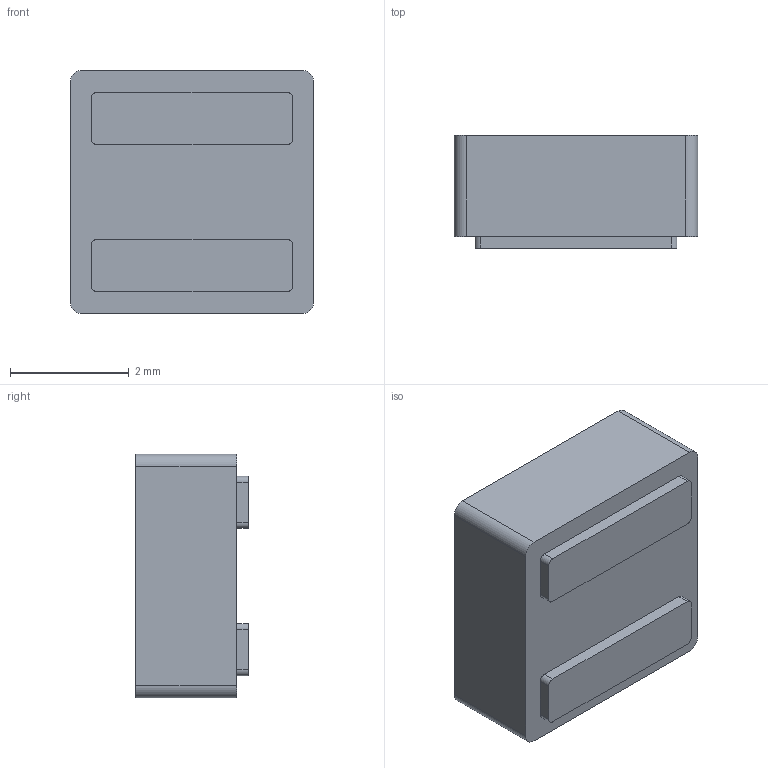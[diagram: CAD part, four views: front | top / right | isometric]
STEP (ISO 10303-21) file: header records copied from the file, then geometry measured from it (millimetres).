
FILE_DESCRIPTION (( 'STEP AP203' ), '1' );
FILE_NAME ('AL4020.STEP', '2019-01-28T07:33:20', ( '' ), ( '' ), 'SwSTEP 2.0', 'SolidWorks 2016', '' );
FILE_SCHEMA (( 'CONFIG_CONTROL_DESIGN' ));
Length unit declared in the file: millimetre
Products named in the file (1): AL4020
Bounding box: 4.1 x 1.9 x 4.1 mm (x, y, z)
Volume: 29.7 mm3; surface area: 64.4 mm2
Topology: 1 solids, 1 shells, 126 faces, 336 edges, 224 vertices
Faces by surface type: plane 78, bspline 36, cylinder 12
Entity records: 5661 total; most frequent: CARTESIAN_POINT 2659, ORIENTED_EDGE 672, DIRECTION 470, EDGE_CURVE 336, LINE 240, VECTOR 240, VERTEX_POINT 224, EDGE_LOOP 138
